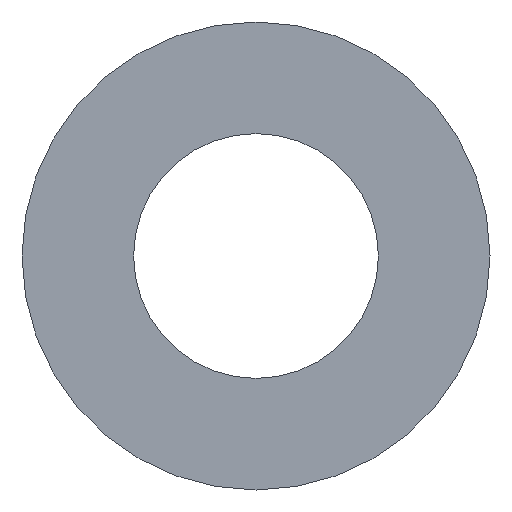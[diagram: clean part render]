
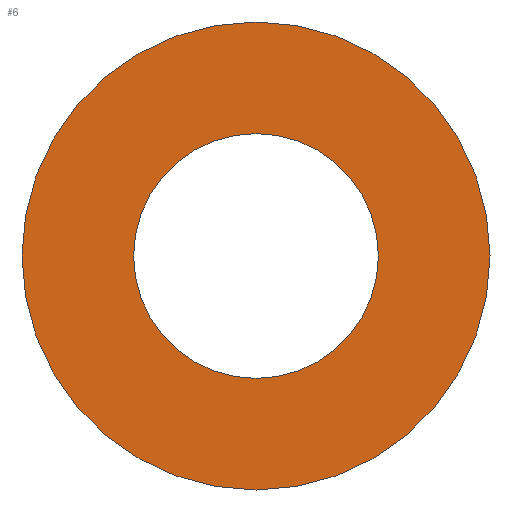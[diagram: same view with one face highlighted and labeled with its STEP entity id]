
A CAD part, front view. The second image highlights one B-rep face of the part: STEP entity #6.
In plain terms, the highlighted planar face has unit normal (0, -1, 0).
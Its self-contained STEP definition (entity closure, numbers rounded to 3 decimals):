
#1 = ORIENTED_EDGE ( 'NONE', *, *, #172, .T. ) ;
#3 = CARTESIAN_POINT ( 'NONE',  ( 0., 0., 0. ) ) ;
#4 = CARTESIAN_POINT ( 'NONE',  ( 0., 0., 0. ) ) ;
#6 = ADVANCED_FACE ( 'NONE', ( #187, #173 ), #195, .F. ) ;
#12 = AXIS2_PLACEMENT_3D ( 'NONE', #157, #156, #41 ) ;
#17 = CIRCLE ( 'NONE', #48, 3.25 ) ;
#19 = EDGE_CURVE ( 'NONE', #208, #33, #17, .T. ) ;
#32 = AXIS2_PLACEMENT_3D ( 'NONE', #115, #186, #95 ) ;
#33 = VERTEX_POINT ( 'NONE', #136 ) ;
#37 = DIRECTION ( 'NONE',  ( 0., 0., 1. ) ) ;
#39 = DIRECTION ( 'NONE',  ( 0., 1., 0. ) ) ;
#41 = DIRECTION ( 'NONE',  ( 0., 0., 1. ) ) ;
#48 = AXIS2_PLACEMENT_3D ( 'NONE', #3, #94, #191 ) ;
#55 = VERTEX_POINT ( 'NONE', #233 ) ;
#58 = CARTESIAN_POINT ( 'NONE',  ( 0., 0., 1.7 ) ) ;
#72 = ORIENTED_EDGE ( 'NONE', *, *, #237, .T. ) ;
#83 = DIRECTION ( 'NONE',  ( 0., 1., 0. ) ) ;
#85 = ORIENTED_EDGE ( 'NONE', *, *, #148, .F. ) ;
#94 = DIRECTION ( 'NONE',  ( 0., 1., 0. ) ) ;
#95 = DIRECTION ( 'NONE',  ( 0., 0., 1. ) ) ;
#98 = ORIENTED_EDGE ( 'NONE', *, *, #19, .F. ) ;
#102 = CIRCLE ( 'NONE', #12, 1.7 ) ;
#115 = CARTESIAN_POINT ( 'NONE',  ( 0., 0., 0. ) ) ;
#124 = DIRECTION ( 'NONE',  ( 0., 0., 1. ) ) ;
#131 = AXIS2_PLACEMENT_3D ( 'NONE', #4, #83, #124 ) ;
#133 = EDGE_LOOP ( 'NONE', ( #85, #98 ) ) ;
#136 = CARTESIAN_POINT ( 'NONE',  ( 0., 0., -3.25 ) ) ;
#148 = EDGE_CURVE ( 'NONE', #33, #208, #232, .T. ) ;
#156 = DIRECTION ( 'NONE',  ( 0., 1., 0. ) ) ;
#157 = CARTESIAN_POINT ( 'NONE',  ( 0., 0., 0. ) ) ;
#161 = CIRCLE ( 'NONE', #188, 1.7 ) ;
#172 = EDGE_CURVE ( 'NONE', #55, #220, #161, .T. ) ;
#173 = FACE_BOUND ( 'NONE', #210, .T. ) ;
#186 = DIRECTION ( 'NONE',  ( 0., 1., 0. ) ) ;
#187 = FACE_OUTER_BOUND ( 'NONE', #133, .T. ) ;
#188 = AXIS2_PLACEMENT_3D ( 'NONE', #238, #39, #37 ) ;
#191 = DIRECTION ( 'NONE',  ( 0., 0., 1. ) ) ;
#195 = PLANE ( 'NONE',  #32 ) ;
#208 = VERTEX_POINT ( 'NONE', #236 ) ;
#210 = EDGE_LOOP ( 'NONE', ( #1, #72 ) ) ;
#220 = VERTEX_POINT ( 'NONE', #58 ) ;
#232 = CIRCLE ( 'NONE', #131, 3.25 ) ;
#233 = CARTESIAN_POINT ( 'NONE',  ( 0., 0., -1.7 ) ) ;
#236 = CARTESIAN_POINT ( 'NONE',  ( 0., 0., 3.25 ) ) ;
#237 = EDGE_CURVE ( 'NONE', #220, #55, #102, .T. ) ;
#238 = CARTESIAN_POINT ( 'NONE',  ( 0., 0., 0. ) ) ;
